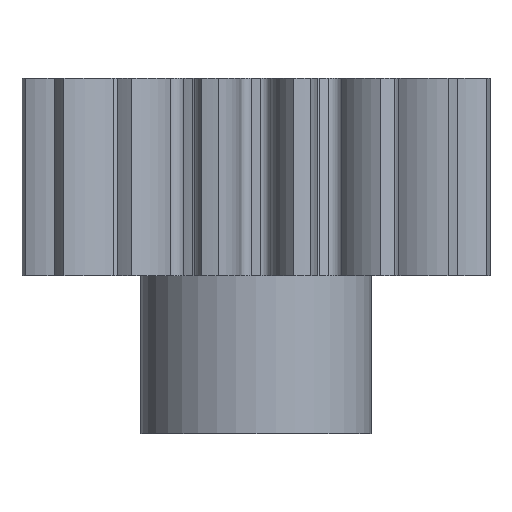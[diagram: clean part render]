
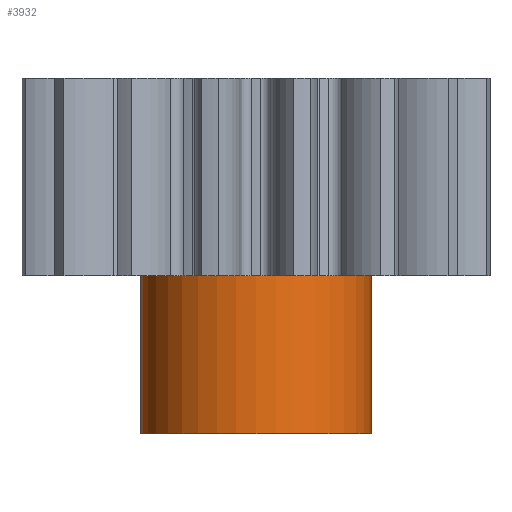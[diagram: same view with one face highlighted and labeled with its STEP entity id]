
A CAD part, front view. The second image highlights one B-rep face of the part: STEP entity #3932.
In plain terms, the highlighted cylindrical face has radius 8.75 mm (diameter 17.5 mm), a partial arc.
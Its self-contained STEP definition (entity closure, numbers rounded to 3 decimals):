
#584 = CARTESIAN_POINT ( 'NONE',  ( 8.75, 0., 4.5 ) ) ;
#585 = CARTESIAN_POINT ( 'NONE',  ( 8.75, 0., -12. ) ) ;
#586 = DIRECTION ( 'NONE',  ( 0., 0., 1. ) ) ;
#587 = VECTOR ( 'NONE', #586, 1000. ) ;
#588 = CARTESIAN_POINT ( 'NONE',  ( -8.75, 0., -12. ) ) ;
#591 = LINE ( 'NONE', #588, #587 ) ;
#625 = DIRECTION ( 'NONE',  ( 0., 0., 1. ) ) ;
#626 = VECTOR ( 'NONE', #625, 1000. ) ;
#627 = CARTESIAN_POINT ( 'NONE',  ( 8.75, 0., -12. ) ) ;
#628 = LINE ( 'NONE', #627, #626 ) ;
#857 = CARTESIAN_POINT ( 'NONE',  ( -8.75, 0., 4.5 ) ) ;
#902 = CARTESIAN_POINT ( 'NONE',  ( -8.75, 0., -12. ) ) ;
#1447 = AXIS2_PLACEMENT_3D ( 'NONE', #1476, #1475, #1474 ) ;
#1453 = CYLINDRICAL_SURFACE ( 'NONE', #1447, 8.75 ) ;
#1474 = DIRECTION ( 'NONE',  ( 1., 0., 0. ) ) ;
#1475 = DIRECTION ( 'NONE',  ( 0., 0., 1. ) ) ;
#1476 = CARTESIAN_POINT ( 'NONE',  ( 0., 0., -12. ) ) ;
#1483 = FACE_OUTER_BOUND ( 'NONE', #3912, .T. ) ;
#1523 = DIRECTION ( 'NONE',  ( 1., 0., 0. ) ) ;
#1524 = DIRECTION ( 'NONE',  ( 0., 0., 1. ) ) ;
#1525 = AXIS2_PLACEMENT_3D ( 'NONE', #1629, #1524, #1523 ) ;
#1529 = CIRCLE ( 'NONE', #1525, 8.75 ) ;
#1629 = CARTESIAN_POINT ( 'NONE',  ( 0., 0., -12. ) ) ;
#1886 = DIRECTION ( 'NONE',  ( -1., 0., 0. ) ) ;
#1902 = CARTESIAN_POINT ( 'NONE',  ( 0., 0., 4.5 ) ) ;
#1903 = AXIS2_PLACEMENT_3D ( 'NONE', #1902, #1910, #1886 ) ;
#1904 = CIRCLE ( 'NONE', #1903, 8.75 ) ;
#1910 = DIRECTION ( 'NONE',  ( 0., 0., -1. ) ) ;
#1979 = EDGE_CURVE ( 'NONE', #3062, #3085, #1904, .T. ) ;
#3060 = EDGE_CURVE ( 'NONE', #3087, #3085, #591, .T. ) ;
#3062 = VERTEX_POINT ( 'NONE', #584 ) ;
#3066 = EDGE_CURVE ( 'NONE', #3075, #3062, #628, .T. ) ;
#3075 = VERTEX_POINT ( 'NONE', #585 ) ;
#3085 = VERTEX_POINT ( 'NONE', #857 ) ;
#3087 = VERTEX_POINT ( 'NONE', #902 ) ;
#3875 = ORIENTED_EDGE ( 'NONE', *, *, #1979, .T. ) ;
#3881 = ORIENTED_EDGE ( 'NONE', *, *, #3060, .F. ) ;
#3894 = ORIENTED_EDGE ( 'NONE', *, *, #3911, .T. ) ;
#3911 = EDGE_CURVE ( 'NONE', #3087, #3075, #1529, .T. ) ;
#3912 = EDGE_LOOP ( 'NONE', ( #3881, #3894, #3925, #3875 ) ) ;
#3925 = ORIENTED_EDGE ( 'NONE', *, *, #3066, .T. ) ;
#3932 = ADVANCED_FACE ( 'NONE', ( #1483 ), #1453, .T. ) ;
